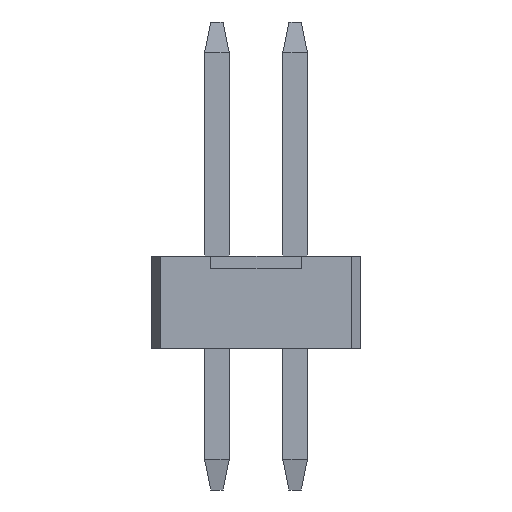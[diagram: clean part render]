
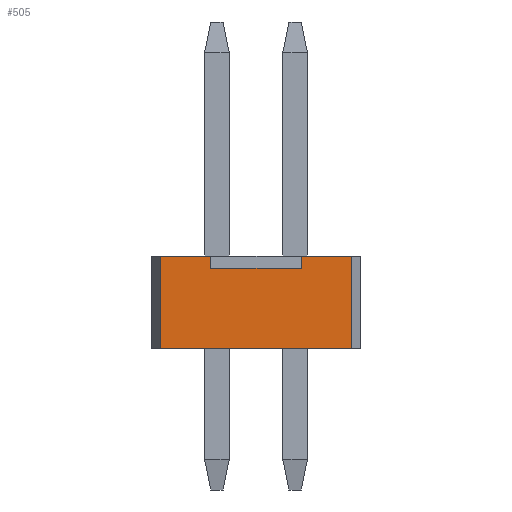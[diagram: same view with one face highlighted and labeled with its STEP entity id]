
A CAD part, left-side view. The second image highlights one B-rep face of the part: STEP entity #505.
In plain terms, the highlighted planar face has unit normal (-1, 0, 0).
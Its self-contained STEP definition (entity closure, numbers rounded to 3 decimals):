
#505 = ADVANCED_FACE( '', ( #946 ), #947, .T. );
#946 = FACE_OUTER_BOUND( '', #1348, .T. );
#947 = PLANE( '', #1349 );
#1348 = EDGE_LOOP( '', ( #2531, #2532, #2533, #2534, #2535, #2536, #2537, #2538 ) );
#1349 = AXIS2_PLACEMENT_3D( '', #2539, #2540, #2541 );
#2531 = ORIENTED_EDGE( '', *, *, #3078, .T. );
#2532 = ORIENTED_EDGE( '', *, *, #2644, .F. );
#2533 = ORIENTED_EDGE( '', *, *, #2830, .T. );
#2534 = ORIENTED_EDGE( '', *, *, #3103, .T. );
#2535 = ORIENTED_EDGE( '', *, *, #3076, .T. );
#2536 = ORIENTED_EDGE( '', *, *, #2724, .F. );
#2537 = ORIENTED_EDGE( '', *, *, #3012, .F. );
#2538 = ORIENTED_EDGE( '', *, *, #3055, .T. );
#2539 = CARTESIAN_POINT( '', ( -3.175, -1.7, -0.75 ) );
#2540 = DIRECTION( '', ( -1., 0., 0. ) );
#2541 = DIRECTION( '', ( 0., 0., 1. ) );
#2644 = EDGE_CURVE( '', #3156, #3152, #3158, .T. );
#2724 = EDGE_CURVE( '', #3293, #3294, #3295, .T. );
#2830 = EDGE_CURVE( '', #3156, #3462, #3464, .T. );
#3012 = EDGE_CURVE( '', #3725, #3293, #3727, .T. );
#3055 = EDGE_CURVE( '', #3725, #3779, #3781, .T. );
#3076 = EDGE_CURVE( '', #3803, #3294, #3804, .T. );
#3078 = EDGE_CURVE( '', #3779, #3152, #3806, .T. );
#3103 = EDGE_CURVE( '', #3462, #3803, #3833, .T. );
#3152 = VERTEX_POINT( '', #3898 );
#3156 = VERTEX_POINT( '', #3904 );
#3158 = LINE( '', #3907, #3908 );
#3293 = VERTEX_POINT( '', #4106 );
#3294 = VERTEX_POINT( '', #4107 );
#3295 = LINE( '', #4108, #4109 );
#3462 = VERTEX_POINT( '', #4358 );
#3464 = LINE( '', #4361, #4362 );
#3725 = VERTEX_POINT( '', #4761 );
#3727 = LINE( '', #4764, #4765 );
#3779 = VERTEX_POINT( '', #4845 );
#3781 = LINE( '', #4848, #4849 );
#3803 = VERTEX_POINT( '', #4884 );
#3804 = LINE( '', #4885, #4886 );
#3806 = LINE( '', #4889, #4890 );
#3833 = LINE( '', #4929, #4930 );
#3898 = CARTESIAN_POINT( '', ( -3.175, -0.735, 0.75 ) );
#3904 = CARTESIAN_POINT( '', ( -3.175, -0.735, 0.55 ) );
#3907 = CARTESIAN_POINT( '', ( -3.175, -0.735, 0.55 ) );
#3908 = VECTOR( '', #4961, 1000. );
#4106 = CARTESIAN_POINT( '', ( -3.175, 1.55, -0.75 ) );
#4107 = CARTESIAN_POINT( '', ( -3.175, 1.55, 0.75 ) );
#4108 = CARTESIAN_POINT( '', ( -3.175, 1.55, -6.824 ) );
#4109 = VECTOR( '', #5025, 1000. );
#4358 = CARTESIAN_POINT( '', ( -3.175, 0.735, 0.55 ) );
#4361 = CARTESIAN_POINT( '', ( -3.175, -0.735, 0.55 ) );
#4362 = VECTOR( '', #5109, 1000. );
#4761 = CARTESIAN_POINT( '', ( -3.175, -1.55, -0.75 ) );
#4764 = CARTESIAN_POINT( '', ( -3.175, -1.7, -0.75 ) );
#4765 = VECTOR( '', #5249, 1000. );
#4845 = CARTESIAN_POINT( '', ( -3.175, -1.55, 0.75 ) );
#4848 = CARTESIAN_POINT( '', ( -3.175, -1.55, -6.824 ) );
#4849 = VECTOR( '', #5279, 1000. );
#4884 = CARTESIAN_POINT( '', ( -3.175, 0.735, 0.75 ) );
#4885 = CARTESIAN_POINT( '', ( -3.175, -1.7, 0.75 ) );
#4886 = VECTOR( '', #5293, 1000. );
#4889 = CARTESIAN_POINT( '', ( -3.175, -1.7, 0.75 ) );
#4890 = VECTOR( '', #5295, 1000. );
#4929 = CARTESIAN_POINT( '', ( -3.175, 0.735, 0.55 ) );
#4930 = VECTOR( '', #5308, 1000. );
#4961 = DIRECTION( '', ( 0., 0., 1. ) );
#5025 = DIRECTION( '', ( 0., 0., 1. ) );
#5109 = DIRECTION( '', ( 0., 1., 0. ) );
#5249 = DIRECTION( '', ( 0., 1., 0. ) );
#5279 = DIRECTION( '', ( 0., 0., 1. ) );
#5293 = DIRECTION( '', ( 0., 1., 0. ) );
#5295 = DIRECTION( '', ( 0., 1., 0. ) );
#5308 = DIRECTION( '', ( 0., 0., 1. ) );
